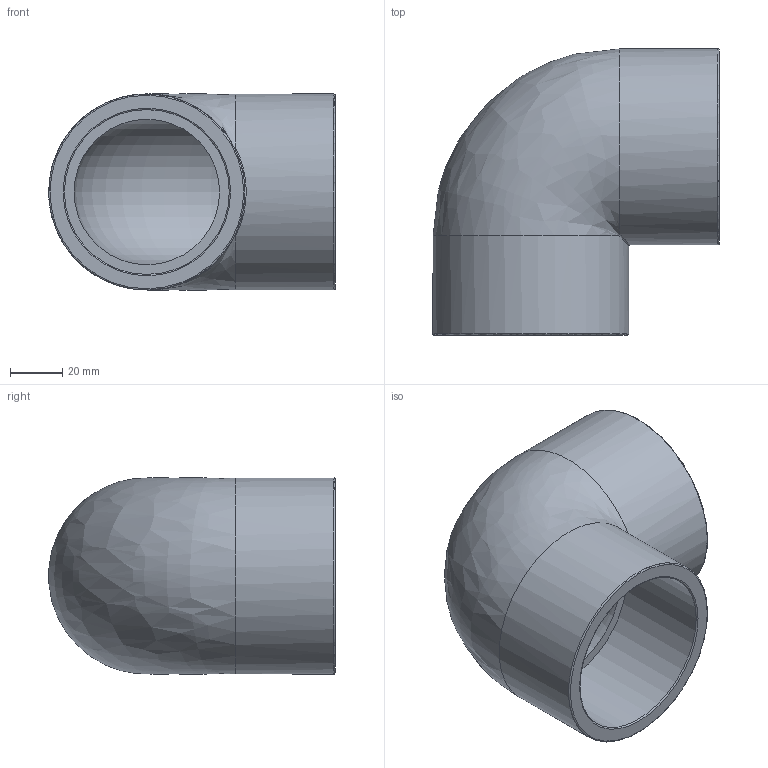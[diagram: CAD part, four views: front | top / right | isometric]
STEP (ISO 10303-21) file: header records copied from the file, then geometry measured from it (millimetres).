
FILE_DESCRIPTION(/* description */ (''),/* implementation_level */ '2;1');
FILE_NAME(/* name */ 'EL52063G.ipt.stp',/* time_stamp */ '2017-02-10T09:48:23+01:00',/* author */ ('Gabriele'),/* organization */ (''),/* preprocessor_version */ 'ST-DEVELOPER v16.5',/* originating_system */ 'Autodesk Inventor 2017',/* authorisation */ '');
FILE_SCHEMA (('AUTOMOTIVE_DESIGN { 1 0 10303 214 3 1 1 }'));
Length unit declared in the file: millimetre
Products named in the file (1): EL52063G
Bounding box: 109.48 x 109.43 x 75 mm (x, y, z)
Volume: 225337.1 mm3; surface area: 71218.4 mm2
Topology: 2 solids, 2 shells, 25 faces, 54 edges, 35 vertices
Faces by surface type: bspline 8, cylinder 7, plane 6, torus 4
Full cylindrical faces by diameter (mm): 55.61 x1, 59.61 x2, 63 x1, 75 x2
Entity records: 5793 total; most frequent: CARTESIAN_POINT 5315, ORIENTED_EDGE 82, DIRECTION 80, EDGE_LOOP 41, EDGE_CURVE 41, AXIS2_PLACEMENT_3D 40, VERTEX_POINT 32, FACE_OUTER_BOUND 25
